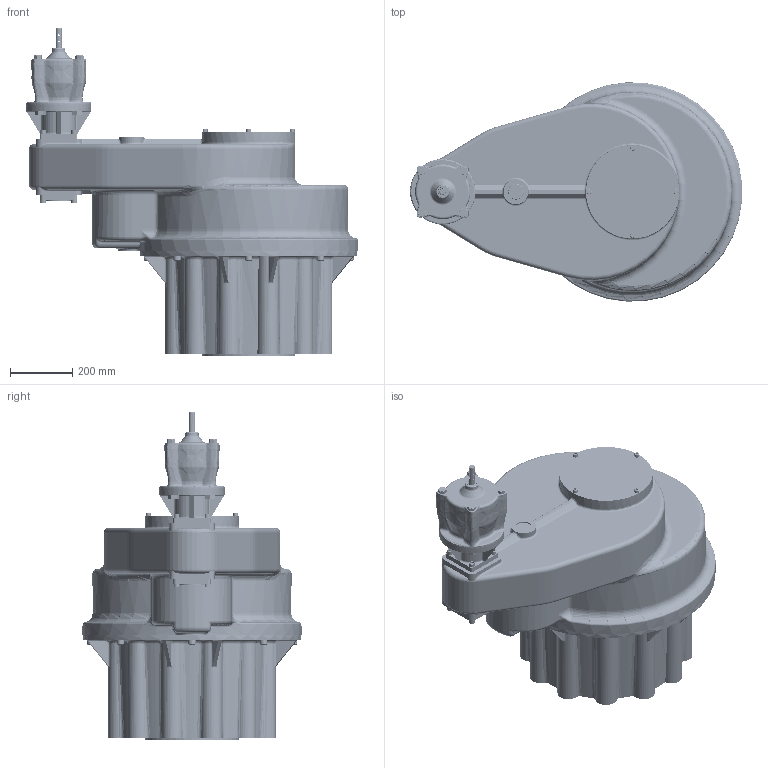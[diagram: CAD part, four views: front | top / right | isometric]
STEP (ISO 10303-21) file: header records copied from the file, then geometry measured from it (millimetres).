
FILE_DESCRIPTION(/* description */ ('Unknown'),/* implementation_level */ '2;1');
FILE_NAME(/* name */ 'PUB-HOS20MPR28-662.4-MAN-F48_SOLID_0-1',/* time_stamp */ '2019-10-22T11:16:49+01:00',/* author */ ('Unknown'),/* organization */ ('Unknown'),/* preprocessor_version */ 'ST-DEVELOPER v16.7',/* originating_system */ 'DEX',/* authorisation */ $);
FILE_SCHEMA (('AUTOMOTIVE_DESIGN {1 0 10303 214 3 1 1}'));
Products named in the file (1): PUB-HOS20MPR28-662.4-MAN-F48_SOLID_0-1
Bounding box: 1066.39 x 704.31 x 1054.22 mm (x, y, z)
Volume: 189461908 mm3; surface area: 3753372.2 mm2
Topology: 1 solids, 1 shells, 7717 faces, 23570 edges, 15432 vertices
Faces by surface type: cylinder 3513, plane 2705, bspline 655, cone 435, torus 371, sphere 38
Full cylindrical faces by diameter (mm): 2.5 x2, 4.917 x4, 5 x3, 6 x6, 8.376 x6, 15 x3, 16 x4, 17 x3, 18 x8, 20 x3, 22.098 x1, 23 x2, 24 x8, 25 x4, 26 x2, 28 x3, 30 x1, 32 x12, 36 x1, 50 x1, 60 x1, 80 x2, 90 x1, 130 x1, 138 x1, 162 x1, 165 x1, 210 x1, 230 x1, 245 x1
Entity records: 293399 total; most frequent: CARTESIAN_POINT 90474, ORIENTED_EDGE 46066, DIRECTION 39820, EDGE_CURVE 23033, AXIS2_PLACEMENT_3D 15966, VERTEX_POINT 15285, CIRCLE 8874, FACE_BOUND 8370
